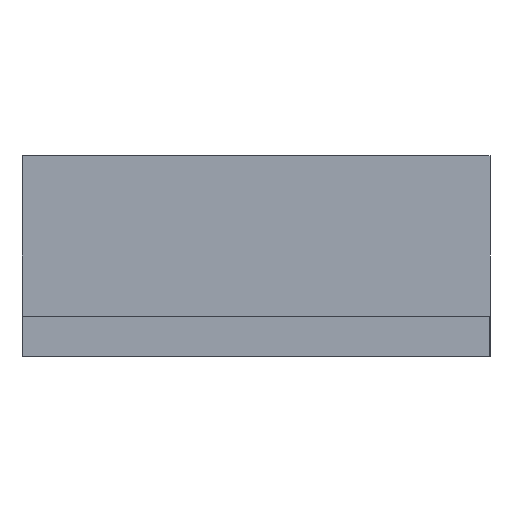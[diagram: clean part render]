
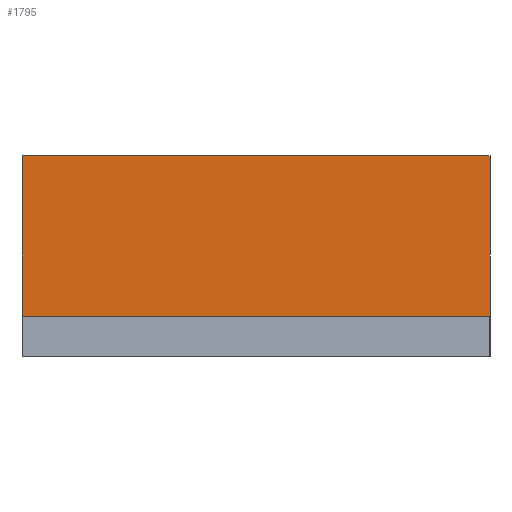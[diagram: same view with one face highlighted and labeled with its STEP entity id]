
A CAD part, left-side view. The second image highlights one B-rep face of the part: STEP entity #1795.
In plain terms, the highlighted planar face has unit normal (-1, 0, 0).
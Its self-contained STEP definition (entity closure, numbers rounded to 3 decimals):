
#114=LINE('',#3439,#244);
#115=LINE('',#3442,#245);
#116=LINE('',#3444,#246);
#117=LINE('',#3446,#247);
#244=VECTOR('',#3058,1000.);
#245=VECTOR('',#3059,1000.);
#246=VECTOR('',#3060,1000.);
#247=VECTOR('',#3061,1000.);
#414=PLANE('',#2805);
#565=ORIENTED_EDGE('',*,*,#969,.T.);
#566=ORIENTED_EDGE('',*,*,#970,.F.);
#567=ORIENTED_EDGE('',*,*,#971,.F.);
#568=ORIENTED_EDGE('',*,*,#972,.T.);
#969=EDGE_CURVE('',#1191,#1192,#114,.T.);
#970=EDGE_CURVE('',#1193,#1192,#115,.T.);
#971=EDGE_CURVE('',#1194,#1193,#116,.T.);
#972=EDGE_CURVE('',#1194,#1191,#117,.T.);
#1191=VERTEX_POINT('',#3440);
#1192=VERTEX_POINT('',#3441);
#1193=VERTEX_POINT('',#3443);
#1194=VERTEX_POINT('',#3445);
#1431=EDGE_LOOP('',(#565,#566,#567,#568));
#1617=FACE_BOUND('',#1431,.T.);
#1795=ADVANCED_FACE('',(#1617),#414,.F.);
#2805=AXIS2_PLACEMENT_3D('',#3438,#3056,#3057);
#3056=DIRECTION('',(1.,0.,0.));
#3057=DIRECTION('',(0.,1.,0.));
#3058=DIRECTION('',(0.,-1.,0.));
#3059=DIRECTION('',(0.,0.,-1.));
#3060=DIRECTION('',(0.,-1.,0.));
#3061=DIRECTION('',(0.,0.,-1.));
#3438=CARTESIAN_POINT('',(-1.75,1.75,1.5));
#3439=CARTESIAN_POINT('',(-1.75,1.75,0.3));
#3440=CARTESIAN_POINT('',(-1.75,1.75,0.3));
#3441=CARTESIAN_POINT('',(-1.75,-1.75,0.3));
#3442=CARTESIAN_POINT('',(-1.75,-1.75,1.5));
#3443=CARTESIAN_POINT('',(-1.75,-1.75,1.5));
#3444=CARTESIAN_POINT('',(-1.75,1.75,1.5));
#3445=CARTESIAN_POINT('',(-1.75,1.75,1.5));
#3446=CARTESIAN_POINT('',(-1.75,1.75,1.5));
